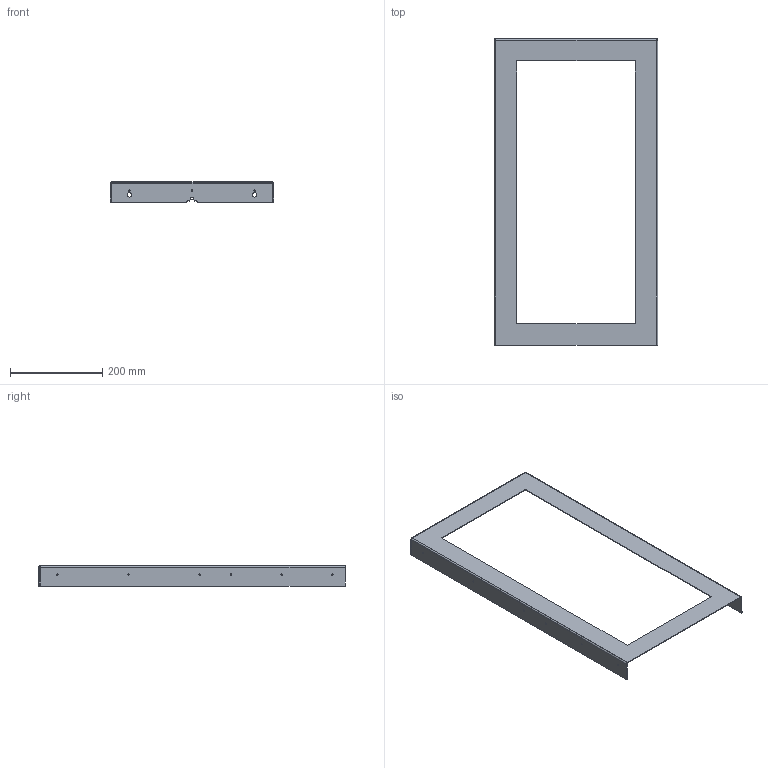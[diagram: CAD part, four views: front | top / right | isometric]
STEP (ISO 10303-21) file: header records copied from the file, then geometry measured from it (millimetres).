
FILE_DESCRIPTION(/* description */ (''),/* implementation_level */ '2;1');
FILE_NAME(/* name */ 'frame_face.stp',/* time_stamp */ '2016-05-22T17:27:20-07:00',/* author */ ('cruiser'),/* organization */ (''),/* preprocessor_version */ 'ST-DEVELOPER v15.2',/* originating_system */ 'Autodesk Inventor 2014',/* authorisation */ '');
FILE_SCHEMA (('AUTOMOTIVE_DESIGN { 1 0 10303 214 3 1 1 }'));
Length unit declared in the file: millimetre
Products named in the file (1): frame_face
Bounding box: 353.38 x 663.17 x 44 mm (x, y, z)
Volume: 248801.2 mm3; surface area: 320067.6 mm2
Topology: 1 solids, 1 shells, 59 faces, 147 edges, 90 vertices
Faces by surface type: plane 31, cylinder 28
Full cylindrical faces by diameter (mm): 3 x15, 10 x2
Entity records: 1756 total; most frequent: DIRECTION 306, CARTESIAN_POINT 280, ORIENTED_EDGE 260, EDGE_CURVE 130, AXIS2_PLACEMENT_3D 116, EDGE_LOOP 112, VERTEX_POINT 90, LINE 74
